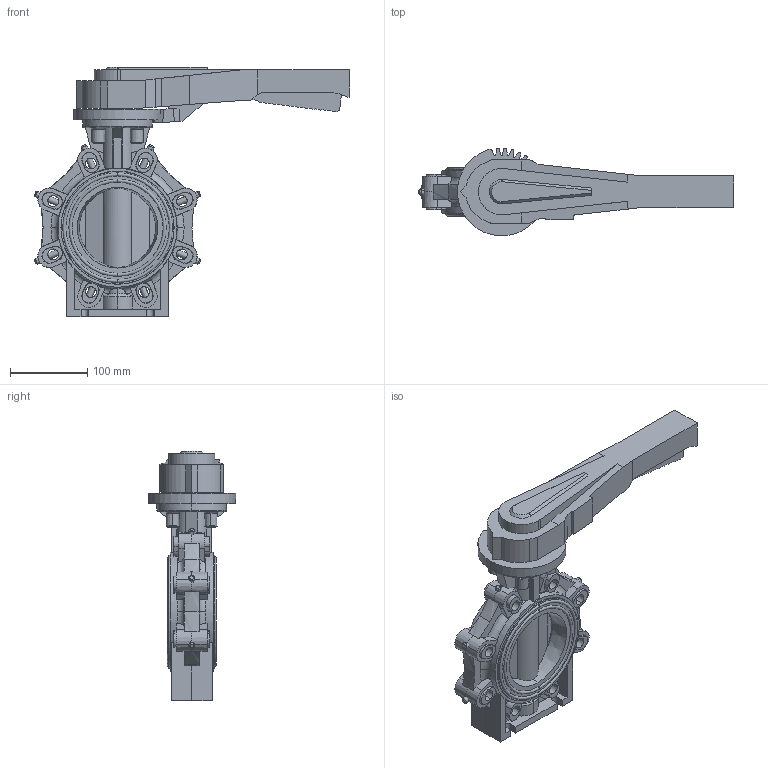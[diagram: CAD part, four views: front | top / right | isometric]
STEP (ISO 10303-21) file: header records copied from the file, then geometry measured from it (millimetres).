
FILE_DESCRIPTION(('STEP AP214'),'1');
FILE_NAME('cctmp_6933D0EB-695D-4346-94CA-C9FDE7D0480C_2021_10_25_12_27_32_0100..stp','2021-10-25T10:27:32',('Praher Valves GmbH'),('CADClick - www.CADClick.com'),'Spatial InterOp 3D',' ','unknown authorization');
FILE_SCHEMA(('AUTOMOTIVE_DESIGN'));
Length unit declared in the file: millimetre
Products named in the file (4): cc_unnamed; 125872_LD_2; 125872_LD_1; 125872_LD
Assembly tree (3 placements, depth 2):
  cc_unnamed
    125872_LD_2
    125872_LD_1
    125872_LD
Bounding box: 407.51 x 113.22 x 322.5 mm (x, y, z)
Volume: 2412044.7 mm3; surface area: 353019.2 mm2
Topology: 14 solids, 20 shells, 920 faces, 2416 edges, 1568 vertices
Faces by surface type: plane 405, cone 244, cylinder 211, torus 56, bspline 4
Entity records: 37571 total; most frequent: CARTESIAN_POINT 6812, DIRECTION 5008, ORIENTED_EDGE 4832, EDGE_CURVE 2416, AXIS2_PLACEMENT_3D 1900, VERTEX_POINT 1568, LINE 1208, VECTOR 1208
